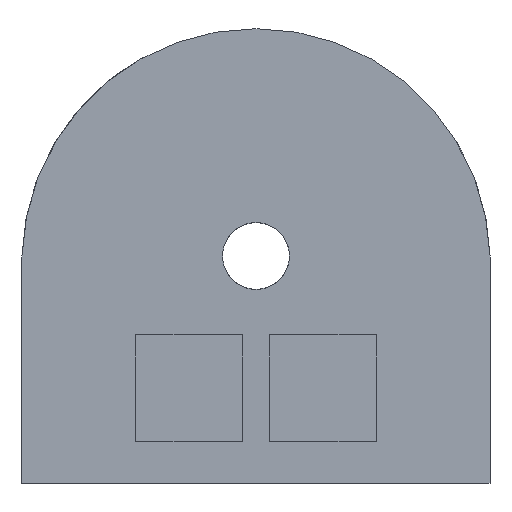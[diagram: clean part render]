
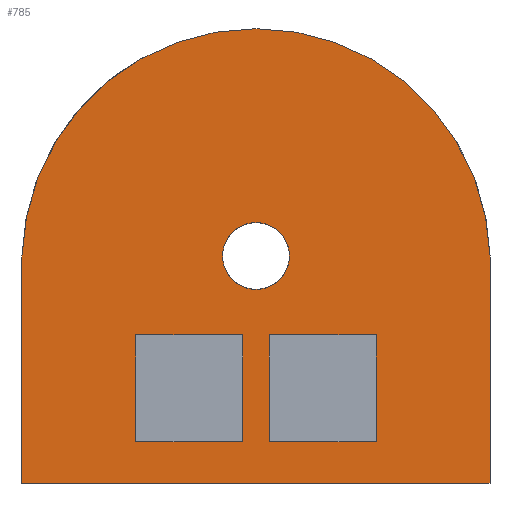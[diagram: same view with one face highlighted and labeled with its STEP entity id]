
A CAD part, front view. The second image highlights one B-rep face of the part: STEP entity #785.
In plain terms, the highlighted planar face has unit normal (0, -1, 0).
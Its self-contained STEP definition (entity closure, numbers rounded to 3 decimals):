
#34=FACE_BOUND('',#120,.T.);
#35=FACE_BOUND('',#121,.T.);
#36=FACE_BOUND('',#122,.T.);
#76=FACE_OUTER_BOUND('',#119,.T.);
#119=EDGE_LOOP('',(#702,#703,#704,#705));
#120=EDGE_LOOP('',(#706,#707,#708,#709));
#121=EDGE_LOOP('',(#710,#711,#712,#713));
#122=EDGE_LOOP('',(#714));
#147=LINE('',#1158,#229);
#151=LINE('',#1166,#233);
#154=LINE('',#1172,#236);
#157=LINE('',#1177,#239);
#159=LINE('',#1183,#241);
#163=LINE('',#1191,#245);
#166=LINE('',#1197,#248);
#169=LINE('',#1202,#251);
#187=LINE('',#1263,#269);
#199=LINE('',#1298,#281);
#204=LINE('',#1313,#286);
#229=VECTOR('',#929,10.);
#233=VECTOR('',#935,10.);
#236=VECTOR('',#940,10.);
#239=VECTOR('',#945,10.);
#241=VECTOR('',#951,10.);
#245=VECTOR('',#957,10.);
#248=VECTOR('',#962,10.);
#251=VECTOR('',#967,10.);
#269=VECTOR('',#1029,10.);
#281=VECTOR('',#1067,10.);
#286=VECTOR('',#1086,10.);
#306=CIRCLE('',#862,2.5);
#307=CIRCLE('',#864,17.507);
#332=VERTEX_POINT('',#1156);
#333=VERTEX_POINT('',#1157);
#336=VERTEX_POINT('',#1165);
#338=VERTEX_POINT('',#1171);
#340=VERTEX_POINT('',#1181);
#341=VERTEX_POINT('',#1182);
#344=VERTEX_POINT('',#1190);
#346=VERTEX_POINT('',#1196);
#367=VERTEX_POINT('',#1260);
#368=VERTEX_POINT('',#1262);
#378=VERTEX_POINT('',#1296);
#380=VERTEX_POINT('',#1304);
#381=VERTEX_POINT('',#1308);
#413=EDGE_CURVE('',#332,#333,#147,.T.);
#417=EDGE_CURVE('',#336,#332,#151,.T.);
#420=EDGE_CURVE('',#338,#336,#154,.T.);
#423=EDGE_CURVE('',#333,#338,#157,.T.);
#425=EDGE_CURVE('',#340,#341,#159,.T.);
#429=EDGE_CURVE('',#344,#340,#163,.T.);
#432=EDGE_CURVE('',#346,#344,#166,.T.);
#435=EDGE_CURVE('',#341,#346,#169,.T.);
#466=EDGE_CURVE('',#368,#367,#187,.T.);
#484=EDGE_CURVE('',#367,#378,#199,.T.);
#488=EDGE_CURVE('',#380,#380,#306,.T.);
#490=EDGE_CURVE('',#381,#378,#307,.T.);
#492=EDGE_CURVE('',#381,#368,#204,.T.);
#702=ORIENTED_EDGE('',*,*,#492,.T.);
#703=ORIENTED_EDGE('',*,*,#466,.T.);
#704=ORIENTED_EDGE('',*,*,#484,.T.);
#705=ORIENTED_EDGE('',*,*,#490,.F.);
#706=ORIENTED_EDGE('',*,*,#413,.T.);
#707=ORIENTED_EDGE('',*,*,#423,.T.);
#708=ORIENTED_EDGE('',*,*,#420,.T.);
#709=ORIENTED_EDGE('',*,*,#417,.T.);
#710=ORIENTED_EDGE('',*,*,#425,.T.);
#711=ORIENTED_EDGE('',*,*,#435,.T.);
#712=ORIENTED_EDGE('',*,*,#432,.T.);
#713=ORIENTED_EDGE('',*,*,#429,.T.);
#714=ORIENTED_EDGE('',*,*,#488,.F.);
#745=PLANE('',#868);
#785=ADVANCED_FACE('',(#76,#34,#35,#36),#745,.F.);
#862=AXIS2_PLACEMENT_3D('',#1306,#1075,#1076);
#864=AXIS2_PLACEMENT_3D('',#1310,#1080,#1081);
#868=AXIS2_PLACEMENT_3D('',#1315,#1089,#1090);
#929=DIRECTION('',(0.,0.,-1.));
#935=DIRECTION('',(1.,0.,0.));
#940=DIRECTION('',(0.,0.,1.));
#945=DIRECTION('',(-1.,0.,0.));
#951=DIRECTION('',(0.,0.,-1.));
#957=DIRECTION('',(1.,0.,0.));
#962=DIRECTION('',(0.,0.,1.));
#967=DIRECTION('',(-1.,0.,0.));
#1029=DIRECTION('',(1.,0.,0.));
#1067=DIRECTION('',(0.,0.,1.));
#1075=DIRECTION('center_axis',(0.,-1.,0.));
#1076=DIRECTION('ref_axis',(1.,0.,0.));
#1080=DIRECTION('center_axis',(0.,1.,0.));
#1081=DIRECTION('ref_axis',(-1.,0.,0.029));
#1086=DIRECTION('',(0.,0.,-1.));
#1089=DIRECTION('center_axis',(0.,1.,0.));
#1090=DIRECTION('ref_axis',(1.,0.,0.));
#1156=CARTESIAN_POINT('',(16.5,0.,11.107));
#1157=CARTESIAN_POINT('',(16.5,0.,3.107));
#1158=CARTESIAN_POINT('',(16.5,0.,14.053));
#1165=CARTESIAN_POINT('',(8.5,0.,11.107));
#1166=CARTESIAN_POINT('',(13.,0.,11.107));
#1171=CARTESIAN_POINT('',(8.5,0.,3.107));
#1172=CARTESIAN_POINT('',(8.5,0.,10.053));
#1177=CARTESIAN_POINT('',(17.,0.,3.107));
#1181=CARTESIAN_POINT('',(26.5,0.,11.107));
#1182=CARTESIAN_POINT('',(26.5,0.,3.107));
#1183=CARTESIAN_POINT('',(26.5,0.,14.053));
#1190=CARTESIAN_POINT('',(18.5,0.,11.107));
#1191=CARTESIAN_POINT('',(18.,0.,11.107));
#1196=CARTESIAN_POINT('',(18.5,0.,3.107));
#1197=CARTESIAN_POINT('',(18.5,0.,10.053));
#1202=CARTESIAN_POINT('',(22.,0.,3.107));
#1260=CARTESIAN_POINT('',(35.,0.,0.));
#1262=CARTESIAN_POINT('',(0.,0.,0.));
#1263=CARTESIAN_POINT('',(0.,0.,0.));
#1296=CARTESIAN_POINT('',(35.,0.,17.));
#1298=CARTESIAN_POINT('',(35.,0.,0.));
#1304=CARTESIAN_POINT('',(15.,0.,17.));
#1306=CARTESIAN_POINT('Origin',(17.5,0.,17.));
#1308=CARTESIAN_POINT('',(0.,0.,17.));
#1310=CARTESIAN_POINT('Origin',(17.5,0.,16.493));
#1313=CARTESIAN_POINT('',(0.,0.,17.));
#1315=CARTESIAN_POINT('Origin',(17.5,0.,17.));
